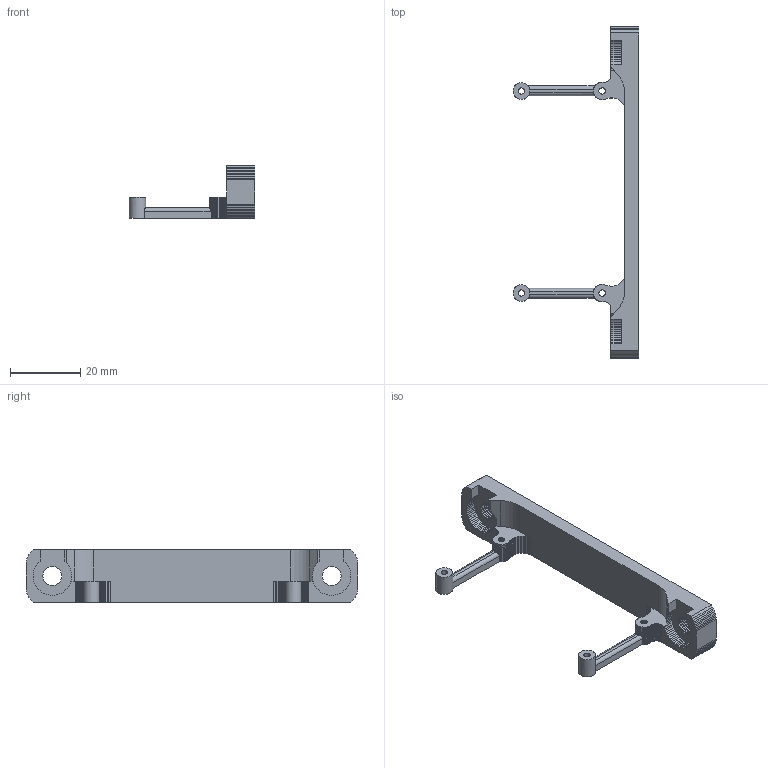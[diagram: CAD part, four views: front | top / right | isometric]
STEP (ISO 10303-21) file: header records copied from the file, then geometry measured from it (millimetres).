
FILE_DESCRIPTION(/* description */ (''),/* implementation_level */ '2;1');
FILE_NAME(/* name */ 'rpi mount rapil for profile 2020 v2.step',/* time_stamp */ '2023-08-04T14:33:37+02:00',/* author */ (''),/* organization */ (''),/* preprocessor_version */ 'ST-DEVELOPER v20',/* originating_system */ 'Autodesk Translation Framework v12.9.0.99',/* authorisation */ '');
FILE_SCHEMA (('AUTOMOTIVE_DESIGN { 1 0 10303 214 3 1 1 }'));
Length unit declared in the file: millimetre
Products named in the file (1): rpi mount rapil for profile 2020
Bounding box: 35.87 x 94.59 x 15 mm (x, y, z)
Volume: 7452.6 mm3; surface area: 5298.4 mm2
Topology: 1 solids, 1 shells, 510 faces, 1482 edges, 974 vertices
Faces by surface type: plane 500, cylinder 10
Full cylindrical faces by diameter (mm): 1.8 x2, 4.78 x2
Entity records: 16531 total; most frequent: CARTESIAN_POINT 2999, ORIENTED_EDGE 2964, DIRECTION 2540, EDGE_CURVE 1482, LINE 1438, VECTOR 1438, VERTEX_POINT 974, AXIS2_PLACEMENT_3D 551
